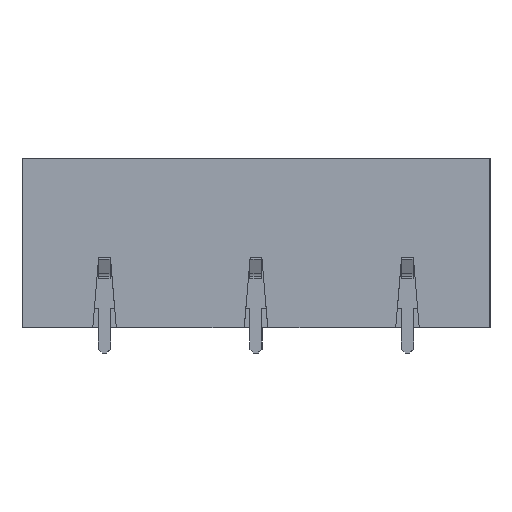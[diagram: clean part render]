
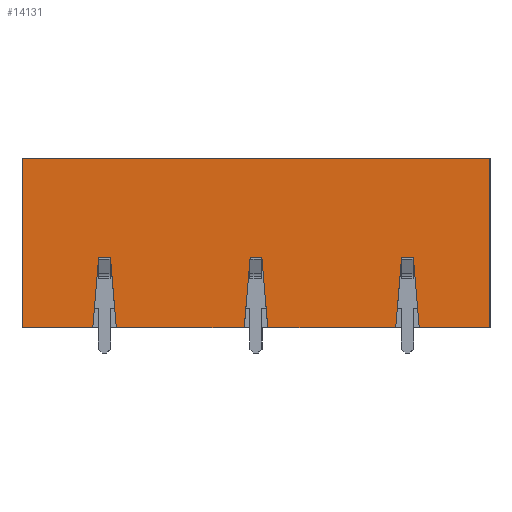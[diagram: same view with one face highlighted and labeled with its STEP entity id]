
A CAD part, left-side view. The second image highlights one B-rep face of the part: STEP entity #14131.
In plain terms, the highlighted face is planar.
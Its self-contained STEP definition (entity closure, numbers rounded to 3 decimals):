
#10044 = VERTEX_POINT('',#10045);
#10045 = CARTESIAN_POINT('',(-38.99,115.815,0.));
#10053 = EDGE_CURVE('',#10044,#10054,#10056,.T.);
#10054 = VERTEX_POINT('',#10055);
#10055 = CARTESIAN_POINT('',(-38.99,115.815,21.54));
#10056 = LINE('',#10057,#10058);
#10057 = CARTESIAN_POINT('',(-38.99,115.815,0.));
#10058 = VECTOR('',#10059,1.);
#10059 = DIRECTION('',(0.,0.,1.));
#10361 = VERTEX_POINT('',#10362);
#10362 = CARTESIAN_POINT('',(-38.99,56.185,21.54));
#10368 = EDGE_CURVE('',#10369,#10361,#10371,.T.);
#10369 = VERTEX_POINT('',#10370);
#10370 = CARTESIAN_POINT('',(-38.99,56.185,0.));
#10371 = LINE('',#10372,#10373);
#10372 = CARTESIAN_POINT('',(-38.99,56.185,0.));
#10373 = VECTOR('',#10374,1.);
#10374 = DIRECTION('',(0.,0.,1.));
#10605 = EDGE_CURVE('',#10606,#10608,#10610,.T.);
#10606 = VERTEX_POINT('',#10607);
#10607 = CARTESIAN_POINT('',(-38.99,84.5,0.));
#10608 = VERTEX_POINT('',#10609);
#10609 = CARTESIAN_POINT('',(-38.99,85.25,9.));
#10610 = LINE('',#10611,#10612);
#10611 = CARTESIAN_POINT('',(-38.99,84.5,0.));
#10612 = VECTOR('',#10613,1.);
#10613 = DIRECTION('',(0.,0.083,0.997));
#10686 = EDGE_CURVE('',#10687,#10689,#10691,.T.);
#10687 = VERTEX_POINT('',#10688);
#10688 = CARTESIAN_POINT('',(-38.99,86.75,9.));
#10689 = VERTEX_POINT('',#10690);
#10690 = CARTESIAN_POINT('',(-38.99,87.5,0.));
#10691 = LINE('',#10692,#10693);
#10692 = CARTESIAN_POINT('',(-38.99,86.75,9.));
#10693 = VECTOR('',#10694,1.);
#10694 = DIRECTION('',(-0.,0.083,-0.997));
#11393 = EDGE_CURVE('',#11394,#11396,#11398,.T.);
#11394 = VERTEX_POINT('',#11395);
#11395 = CARTESIAN_POINT('',(-38.99,106.05,9.));
#11396 = VERTEX_POINT('',#11397);
#11397 = CARTESIAN_POINT('',(-38.99,106.8,0.));
#11398 = LINE('',#11399,#11400);
#11399 = CARTESIAN_POINT('',(-38.99,106.05,9.));
#11400 = VECTOR('',#11401,1.);
#11401 = DIRECTION('',(-0.,0.083,-0.997));
#11433 = EDGE_CURVE('',#11434,#11394,#11436,.T.);
#11434 = VERTEX_POINT('',#11435);
#11435 = CARTESIAN_POINT('',(-38.99,104.55,9.));
#11436 = LINE('',#11437,#11438);
#11437 = CARTESIAN_POINT('',(-38.99,104.55,9.));
#11438 = VECTOR('',#11439,1.);
#11439 = DIRECTION('',(0.,1.,0.));
#11457 = EDGE_CURVE('',#11458,#11434,#11460,.T.);
#11458 = VERTEX_POINT('',#11459);
#11459 = CARTESIAN_POINT('',(-38.99,103.8,0.));
#11460 = LINE('',#11461,#11462);
#11461 = CARTESIAN_POINT('',(-38.99,103.8,0.));
#11462 = VECTOR('',#11463,1.);
#11463 = DIRECTION('',(0.,0.083,0.997));
#11585 = EDGE_CURVE('',#10608,#10687,#11586,.T.);
#11586 = LINE('',#11587,#11588);
#11587 = CARTESIAN_POINT('',(-38.99,85.25,9.));
#11588 = VECTOR('',#11589,1.);
#11589 = DIRECTION('',(0.,1.,0.));
#11714 = EDGE_CURVE('',#11715,#11717,#11719,.T.);
#11715 = VERTEX_POINT('',#11716);
#11716 = CARTESIAN_POINT('',(-38.99,67.45,9.));
#11717 = VERTEX_POINT('',#11718);
#11718 = CARTESIAN_POINT('',(-38.99,68.2,0.));
#11719 = LINE('',#11720,#11721);
#11720 = CARTESIAN_POINT('',(-38.99,67.45,9.));
#11721 = VECTOR('',#11722,1.);
#11722 = DIRECTION('',(-0.,0.083,-0.997));
#11754 = EDGE_CURVE('',#11755,#11715,#11757,.T.);
#11755 = VERTEX_POINT('',#11756);
#11756 = CARTESIAN_POINT('',(-38.99,65.95,9.));
#11757 = LINE('',#11758,#11759);
#11758 = CARTESIAN_POINT('',(-38.99,65.95,9.));
#11759 = VECTOR('',#11760,1.);
#11760 = DIRECTION('',(0.,1.,0.));
#11778 = EDGE_CURVE('',#11779,#11755,#11781,.T.);
#11779 = VERTEX_POINT('',#11780);
#11780 = CARTESIAN_POINT('',(-38.99,65.2,0.));
#11781 = LINE('',#11782,#11783);
#11782 = CARTESIAN_POINT('',(-38.99,65.2,0.));
#11783 = VECTOR('',#11784,1.);
#11784 = DIRECTION('',(0.,0.083,0.997));
#11909 = EDGE_CURVE('',#10361,#10054,#11910,.T.);
#11910 = LINE('',#11911,#11912);
#11911 = CARTESIAN_POINT('',(-38.99,56.185,21.54));
#11912 = VECTOR('',#11913,1.);
#11913 = DIRECTION('',(0.,1.,0.));
#12971 = EDGE_CURVE('',#10369,#11779,#12972,.T.);
#12972 = LINE('',#12973,#12974);
#12973 = CARTESIAN_POINT('',(-38.99,56.185,0.));
#12974 = VECTOR('',#12975,1.);
#12975 = DIRECTION('',(0.,1.,0.));
#12980 = EDGE_CURVE('',#11717,#10606,#12981,.T.);
#12981 = LINE('',#12982,#12983);
#12982 = CARTESIAN_POINT('',(-38.99,56.185,0.));
#12983 = VECTOR('',#12984,1.);
#12984 = DIRECTION('',(0.,1.,0.));
#12989 = EDGE_CURVE('',#10689,#11458,#12990,.T.);
#12990 = LINE('',#12991,#12992);
#12991 = CARTESIAN_POINT('',(-38.99,56.185,0.));
#12992 = VECTOR('',#12993,1.);
#12993 = DIRECTION('',(0.,1.,0.));
#13003 = EDGE_CURVE('',#11396,#10044,#13004,.T.);
#13004 = LINE('',#13005,#13006);
#13005 = CARTESIAN_POINT('',(-38.99,56.185,0.));
#13006 = VECTOR('',#13007,1.);
#13007 = DIRECTION('',(0.,1.,0.));
#14131 = ADVANCED_FACE('',(#14132),#14150,.F.);
#14132 = FACE_BOUND('',#14133,.F.);
#14133 = EDGE_LOOP('',(#14134,#14135,#14136,#14137,#14138,#14139,#14140,
    #14141,#14142,#14143,#14144,#14145,#14146,#14147,#14148,#14149));
#14134 = ORIENTED_EDGE('',*,*,#12971,.F.);
#14135 = ORIENTED_EDGE('',*,*,#10368,.T.);
#14136 = ORIENTED_EDGE('',*,*,#11909,.T.);
#14137 = ORIENTED_EDGE('',*,*,#10053,.F.);
#14138 = ORIENTED_EDGE('',*,*,#13003,.F.);
#14139 = ORIENTED_EDGE('',*,*,#11393,.F.);
#14140 = ORIENTED_EDGE('',*,*,#11433,.F.);
#14141 = ORIENTED_EDGE('',*,*,#11457,.F.);
#14142 = ORIENTED_EDGE('',*,*,#12989,.F.);
#14143 = ORIENTED_EDGE('',*,*,#10686,.F.);
#14144 = ORIENTED_EDGE('',*,*,#11585,.F.);
#14145 = ORIENTED_EDGE('',*,*,#10605,.F.);
#14146 = ORIENTED_EDGE('',*,*,#12980,.F.);
#14147 = ORIENTED_EDGE('',*,*,#11714,.F.);
#14148 = ORIENTED_EDGE('',*,*,#11754,.F.);
#14149 = ORIENTED_EDGE('',*,*,#11778,.F.);
#14150 = PLANE('',#14151);
#14151 = AXIS2_PLACEMENT_3D('',#14152,#14153,#14154);
#14152 = CARTESIAN_POINT('',(-38.99,56.185,0.));
#14153 = DIRECTION('',(-1.,0.,0.));
#14154 = DIRECTION('',(0.,1.,0.));
